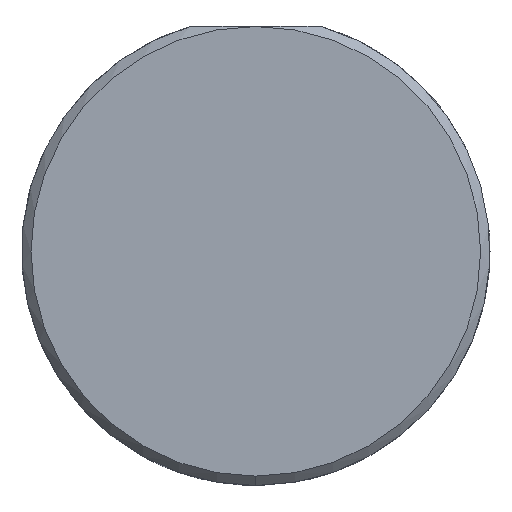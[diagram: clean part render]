
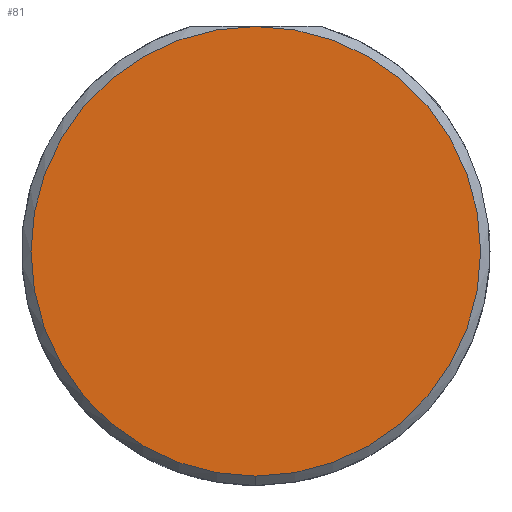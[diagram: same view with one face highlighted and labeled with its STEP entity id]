
A CAD part, left-side view. The second image highlights one B-rep face of the part: STEP entity #81.
In plain terms, the highlighted planar face has unit normal (-1, 0, 0).
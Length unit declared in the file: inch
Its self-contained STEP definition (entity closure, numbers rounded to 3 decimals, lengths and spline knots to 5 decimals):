
#81 = ADVANCED_FACE ( 'NONE', ( #934 ), #601, .F. ) ;
#120 = DIRECTION ( 'NONE',  ( 1., 0., 0. ) ) ;
#172 = CIRCLE ( 'NONE', #298, 0.35985 ) ;
#211 = DIRECTION ( 'NONE',  ( 0., 0., -1. ) ) ;
#241 = DIRECTION ( 'NONE',  ( -1., 0., 0. ) ) ;
#244 = VERTEX_POINT ( 'NONE', #911 ) ;
#283 = ORIENTED_EDGE ( 'NONE', *, *, #372, .T. ) ;
#298 = AXIS2_PLACEMENT_3D ( 'NONE', #556, #718, #477 ) ;
#367 = CIRCLE ( 'NONE', #513, 0.35985 ) ;
#372 = EDGE_CURVE ( 'NONE', #1000, #244, #172, .T. ) ;
#477 = DIRECTION ( 'NONE',  ( 0., 0., -1. ) ) ;
#513 = AXIS2_PLACEMENT_3D ( 'NONE', #963, #241, #570 ) ;
#556 = CARTESIAN_POINT ( 'NONE',  ( 0., 0., 0. ) ) ;
#570 = DIRECTION ( 'NONE',  ( 0., 0., -1. ) ) ;
#590 = EDGE_LOOP ( 'NONE', ( #716, #283 ) ) ;
#601 = PLANE ( 'NONE',  #876 ) ;
#610 = CARTESIAN_POINT ( 'NONE',  ( 0., 0., -0.35985 ) ) ;
#671 = CARTESIAN_POINT ( 'NONE',  ( 0., 0., 0. ) ) ;
#716 = ORIENTED_EDGE ( 'NONE', *, *, #790, .T. ) ;
#718 = DIRECTION ( 'NONE',  ( -1., 0., 0. ) ) ;
#790 = EDGE_CURVE ( 'NONE', #244, #1000, #367, .T. ) ;
#876 = AXIS2_PLACEMENT_3D ( 'NONE', #671, #120, #211 ) ;
#911 = CARTESIAN_POINT ( 'NONE',  ( 0., 0., 0.35985 ) ) ;
#934 = FACE_OUTER_BOUND ( 'NONE', #590, .T. ) ;
#963 = CARTESIAN_POINT ( 'NONE',  ( 0., 0., 0. ) ) ;
#1000 = VERTEX_POINT ( 'NONE', #610 ) ;
